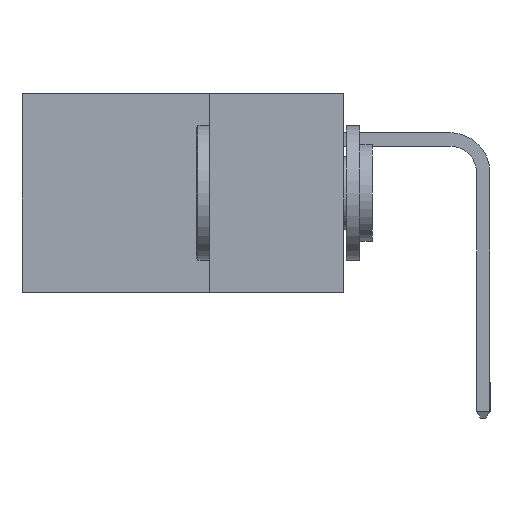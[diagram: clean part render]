
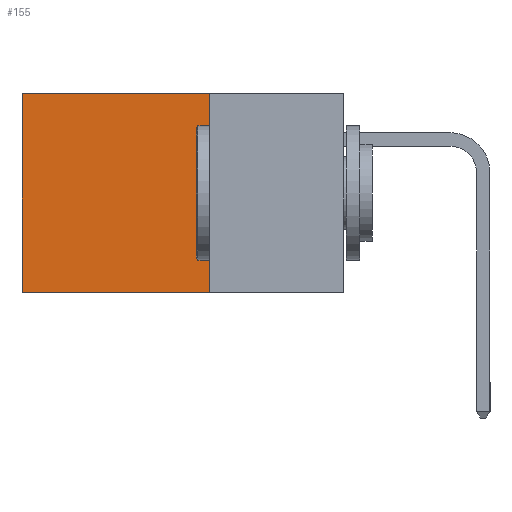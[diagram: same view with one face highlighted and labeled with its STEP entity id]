
A CAD part, left-side view. The second image highlights one B-rep face of the part: STEP entity #155.
In plain terms, the highlighted planar face has unit normal (-1, 0, 0).
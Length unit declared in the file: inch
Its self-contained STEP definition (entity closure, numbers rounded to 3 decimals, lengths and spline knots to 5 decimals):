
#155 = ADVANCED_FACE ( 'NONE', ( #15716 ), #12457, .F. ) ;
#3755 = VECTOR ( 'NONE', #8398, 39.37008 ) ;
#3966 = LINE ( 'NONE', #24433, #14296 ) ;
#5250 = CARTESIAN_POINT ( 'NONE',  ( 0.298, 0.25, 0. ) ) ;
#6327 = CARTESIAN_POINT ( 'NONE',  ( 0.298, 0.25, 0. ) ) ;
#6375 = VERTEX_POINT ( 'NONE', #11638 ) ;
#7628 = DIRECTION ( 'NONE',  ( 0., 0., -1. ) ) ;
#8306 = AXIS2_PLACEMENT_3D ( 'NONE', #16837, #16756, #7628 ) ;
#8398 = DIRECTION ( 'NONE',  ( 0., 1., 0. ) ) ;
#9216 = CARTESIAN_POINT ( 'NONE',  ( 0.298, 0.6, -0.37 ) ) ;
#10008 = CARTESIAN_POINT ( 'NONE',  ( 0.298, 0.6, 0. ) ) ;
#10416 = EDGE_CURVE ( 'NONE', #19439, #10739, #3966, .T. ) ;
#10739 = VERTEX_POINT ( 'NONE', #9216 ) ;
#11593 = ORIENTED_EDGE ( 'NONE', *, *, #26016, .T. ) ;
#11638 = CARTESIAN_POINT ( 'NONE',  ( 0.298, 0.25, 0. ) ) ;
#11827 = VECTOR ( 'NONE', #17537, 39.37008 ) ;
#12457 = PLANE ( 'NONE',  #8306 ) ;
#13871 = EDGE_CURVE ( 'NONE', #15284, #10739, #25871, .T. ) ;
#13961 = ORIENTED_EDGE ( 'NONE', *, *, #13871, .T. ) ;
#14296 = VECTOR ( 'NONE', #26443, 39.37008 ) ;
#15188 = VECTOR ( 'NONE', #26156, 39.37008 ) ;
#15284 = VERTEX_POINT ( 'NONE', #15740 ) ;
#15716 = FACE_OUTER_BOUND ( 'NONE', #15902, .T. ) ;
#15740 = CARTESIAN_POINT ( 'NONE',  ( 0.298, 0.6, 0. ) ) ;
#15902 = EDGE_LOOP ( 'NONE', ( #13961, #17762, #26441, #11593 ) ) ;
#16756 = DIRECTION ( 'NONE',  ( 1., 0., 0. ) ) ;
#16837 = CARTESIAN_POINT ( 'NONE',  ( 0.298, 0.25, 0. ) ) ;
#17537 = DIRECTION ( 'NONE',  ( 0., 0., -1. ) ) ;
#17762 = ORIENTED_EDGE ( 'NONE', *, *, #10416, .F. ) ;
#19439 = VERTEX_POINT ( 'NONE', #20513 ) ;
#20118 = LINE ( 'NONE', #6327, #3755 ) ;
#20513 = CARTESIAN_POINT ( 'NONE',  ( 0.298, 0.25, -0.37 ) ) ;
#22575 = LINE ( 'NONE', #5250, #11827 ) ;
#24433 = CARTESIAN_POINT ( 'NONE',  ( 0.298, 0.25, -0.37 ) ) ;
#25871 = LINE ( 'NONE', #10008, #15188 ) ;
#26016 = EDGE_CURVE ( 'NONE', #6375, #15284, #20118, .T. ) ;
#26156 = DIRECTION ( 'NONE',  ( 0., 0., -1. ) ) ;
#26357 = EDGE_CURVE ( 'NONE', #6375, #19439, #22575, .T. ) ;
#26441 = ORIENTED_EDGE ( 'NONE', *, *, #26357, .F. ) ;
#26443 = DIRECTION ( 'NONE',  ( 0., 1., 0. ) ) ;
